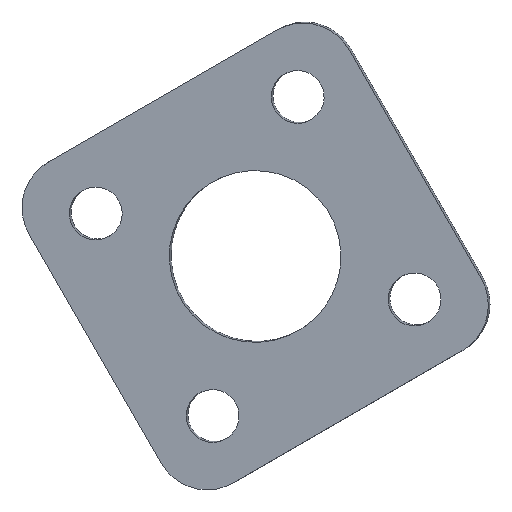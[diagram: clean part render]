
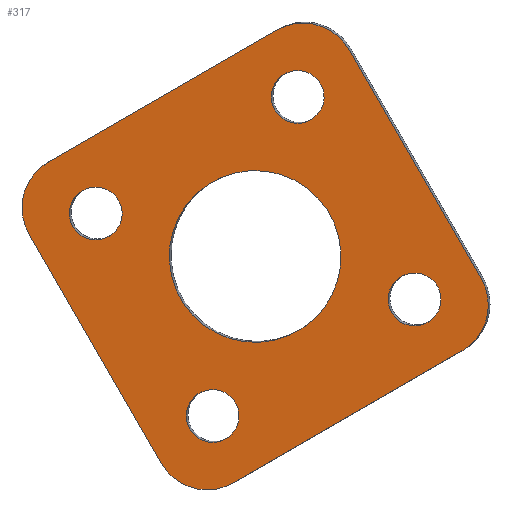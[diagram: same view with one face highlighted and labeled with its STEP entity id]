
A CAD part, front view. The second image highlights one B-rep face of the part: STEP entity #317.
In plain terms, the highlighted planar face has unit normal (-0.063, -0.997, -0.036).
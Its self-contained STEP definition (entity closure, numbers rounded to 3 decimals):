
#20=FACE_BOUND('',#66,.T.);
#21=FACE_BOUND('',#67,.T.);
#22=FACE_BOUND('',#68,.T.);
#23=FACE_BOUND('',#69,.T.);
#24=FACE_BOUND('',#70,.T.);
#30=PLANE('',#374);
#45=FACE_OUTER_BOUND('',#65,.T.);
#65=EDGE_LOOP('',(#277,#278,#279,#280,#281,#282,#283,#284));
#66=EDGE_LOOP('',(#285));
#67=EDGE_LOOP('',(#286,#287));
#68=EDGE_LOOP('',(#288,#289));
#69=EDGE_LOOP('',(#290,#291));
#70=EDGE_LOOP('',(#292,#293));
#79=LINE('',#519,#100);
#85=LINE('',#541,#106);
#88=LINE('',#549,#109);
#90=LINE('',#555,#111);
#100=VECTOR('',#425,10.);
#106=VECTOR('',#447,10.);
#109=VECTOR('',#456,10.);
#111=VECTOR('',#464,10.);
#113=CIRCLE('',#339,2.);
#114=CIRCLE('',#340,2.);
#116=CIRCLE('',#343,2.);
#117=CIRCLE('',#344,2.);
#119=CIRCLE('',#347,2.);
#120=CIRCLE('',#348,2.);
#122=CIRCLE('',#351,2.);
#123=CIRCLE('',#352,2.);
#125=CIRCLE('',#355,4.);
#131=CIRCLE('',#364,4.);
#132=CIRCLE('',#367,4.);
#133=CIRCLE('',#370,4.);
#134=CIRCLE('',#373,6.5);
#135=VERTEX_POINT('',#474);
#136=VERTEX_POINT('',#475);
#138=VERTEX_POINT('',#482);
#139=VERTEX_POINT('',#483);
#141=VERTEX_POINT('',#490);
#142=VERTEX_POINT('',#491);
#144=VERTEX_POINT('',#498);
#145=VERTEX_POINT('',#499);
#147=VERTEX_POINT('',#506);
#148=VERTEX_POINT('',#507);
#152=VERTEX_POINT('',#517);
#159=VERTEX_POINT('',#535);
#160=VERTEX_POINT('',#539);
#161=VERTEX_POINT('',#543);
#162=VERTEX_POINT('',#547);
#163=VERTEX_POINT('',#551);
#164=VERTEX_POINT('',#557);
#165=EDGE_CURVE('',#135,#136,#113,.T.);
#166=EDGE_CURVE('',#136,#135,#114,.T.);
#169=EDGE_CURVE('',#138,#139,#116,.T.);
#170=EDGE_CURVE('',#139,#138,#117,.T.);
#173=EDGE_CURVE('',#141,#142,#119,.T.);
#174=EDGE_CURVE('',#142,#141,#120,.T.);
#177=EDGE_CURVE('',#144,#145,#122,.T.);
#178=EDGE_CURVE('',#145,#144,#123,.T.);
#181=EDGE_CURVE('',#147,#148,#125,.T.);
#187=EDGE_CURVE('',#147,#152,#79,.T.);
#196=EDGE_CURVE('',#159,#152,#131,.T.);
#198=EDGE_CURVE('',#159,#160,#85,.T.);
#199=EDGE_CURVE('',#161,#160,#132,.T.);
#202=EDGE_CURVE('',#161,#162,#88,.T.);
#203=EDGE_CURVE('',#163,#162,#133,.T.);
#205=EDGE_CURVE('',#163,#148,#90,.T.);
#206=EDGE_CURVE('',#164,#164,#134,.T.);
#277=ORIENTED_EDGE('',*,*,#181,.F.);
#278=ORIENTED_EDGE('',*,*,#187,.T.);
#279=ORIENTED_EDGE('',*,*,#196,.F.);
#280=ORIENTED_EDGE('',*,*,#198,.T.);
#281=ORIENTED_EDGE('',*,*,#199,.F.);
#282=ORIENTED_EDGE('',*,*,#202,.T.);
#283=ORIENTED_EDGE('',*,*,#203,.F.);
#284=ORIENTED_EDGE('',*,*,#205,.T.);
#285=ORIENTED_EDGE('',*,*,#206,.T.);
#286=ORIENTED_EDGE('',*,*,#173,.T.);
#287=ORIENTED_EDGE('',*,*,#174,.T.);
#288=ORIENTED_EDGE('',*,*,#169,.T.);
#289=ORIENTED_EDGE('',*,*,#170,.T.);
#290=ORIENTED_EDGE('',*,*,#165,.T.);
#291=ORIENTED_EDGE('',*,*,#166,.T.);
#292=ORIENTED_EDGE('',*,*,#177,.T.);
#293=ORIENTED_EDGE('',*,*,#178,.T.);
#317=ADVANCED_FACE('',(#45,#20,#21,#22,#23,#24),#30,.F.);
#339=AXIS2_PLACEMENT_3D('',#476,#379,#380);
#340=AXIS2_PLACEMENT_3D('',#477,#381,#382);
#343=AXIS2_PLACEMENT_3D('',#484,#388,#389);
#344=AXIS2_PLACEMENT_3D('',#485,#390,#391);
#347=AXIS2_PLACEMENT_3D('',#492,#397,#398);
#348=AXIS2_PLACEMENT_3D('',#493,#399,#400);
#351=AXIS2_PLACEMENT_3D('',#500,#406,#407);
#352=AXIS2_PLACEMENT_3D('',#501,#408,#409);
#355=AXIS2_PLACEMENT_3D('',#508,#415,#416);
#364=AXIS2_PLACEMENT_3D('',#537,#442,#443);
#367=AXIS2_PLACEMENT_3D('',#544,#450,#451);
#370=AXIS2_PLACEMENT_3D('',#552,#459,#460);
#373=AXIS2_PLACEMENT_3D('',#558,#467,#468);
#374=AXIS2_PLACEMENT_3D('',#560,#470,#471);
#379=DIRECTION('center_axis',(0.063,0.997,0.036));
#380=DIRECTION('ref_axis',(0.89,-0.04,-0.455));
#381=DIRECTION('center_axis',(0.063,0.997,0.036));
#382=DIRECTION('ref_axis',(0.89,-0.04,-0.455));
#388=DIRECTION('center_axis',(0.063,0.997,0.036));
#389=DIRECTION('ref_axis',(0.89,-0.04,-0.455));
#390=DIRECTION('center_axis',(0.063,0.997,0.036));
#391=DIRECTION('ref_axis',(0.89,-0.04,-0.455));
#397=DIRECTION('center_axis',(0.063,0.997,0.036));
#398=DIRECTION('ref_axis',(0.89,-0.04,-0.455));
#399=DIRECTION('center_axis',(0.063,0.997,0.036));
#400=DIRECTION('ref_axis',(0.89,-0.04,-0.455));
#406=DIRECTION('center_axis',(0.063,0.997,0.036));
#407=DIRECTION('ref_axis',(0.89,-0.04,-0.455));
#408=DIRECTION('center_axis',(0.063,0.997,0.036));
#409=DIRECTION('ref_axis',(0.89,-0.04,-0.455));
#415=DIRECTION('center_axis',(0.063,0.997,0.036));
#416=DIRECTION('ref_axis',(-0.964,0.052,0.26));
#425=DIRECTION('',(0.5,-0.001,-0.866));
#442=DIRECTION('center_axis',(0.063,0.997,0.036));
#443=DIRECTION('ref_axis',(-0.257,0.051,-0.965));
#447=DIRECTION('',(0.864,-0.073,0.499));
#450=DIRECTION('center_axis',(0.063,0.997,0.036));
#451=DIRECTION('ref_axis',(0.964,-0.052,-0.26));
#456=DIRECTION('',(-0.5,0.001,0.866));
#459=DIRECTION('center_axis',(0.063,0.997,0.036));
#460=DIRECTION('ref_axis',(0.257,-0.051,0.965));
#464=DIRECTION('',(-0.864,0.073,-0.499));
#467=DIRECTION('center_axis',(0.063,0.997,0.036));
#468=DIRECTION('ref_axis',(-0.89,0.04,0.455));
#470=DIRECTION('center_axis',(0.063,0.997,0.036));
#471=DIRECTION('ref_axis',(0.,-0.036,0.999));
#474=CARTESIAN_POINT('',(2.45,23.108,21.647));
#475=CARTESIAN_POINT('',(2.233,23.154,20.738));
#476=CARTESIAN_POINT('Origin',(4.229,23.028,20.738));
#477=CARTESIAN_POINT('Origin',(4.229,23.028,20.738));
#482=CARTESIAN_POINT('',(17.718,21.821,30.463));
#483=CARTESIAN_POINT('',(17.502,21.867,29.554));
#484=CARTESIAN_POINT('Origin',(19.498,21.741,29.554));
#485=CARTESIAN_POINT('Origin',(19.498,21.741,29.554));
#490=CARTESIAN_POINT('',(-6.388,23.118,36.957));
#491=CARTESIAN_POINT('',(-6.605,23.164,36.048));
#492=CARTESIAN_POINT('Origin',(-4.609,23.037,36.048));
#493=CARTESIAN_POINT('Origin',(-4.609,23.037,36.048));
#498=CARTESIAN_POINT('',(8.88,21.831,45.772));
#499=CARTESIAN_POINT('',(8.664,21.877,44.863));
#500=CARTESIAN_POINT('Origin',(10.66,21.751,44.863));
#501=CARTESIAN_POINT('Origin',(10.66,21.751,44.863));
#506=CARTESIAN_POINT('',(-9.647,23.414,34.48));
#507=CARTESIAN_POINT('',(-8.192,23.125,39.939));
#508=CARTESIAN_POINT('Origin',(-6.192,23.123,36.474));
#517=CARTESIAN_POINT('',(0.352,23.403,17.159));
#519=CARTESIAN_POINT('',(2.352,23.4,13.695));
#535=CARTESIAN_POINT('',(5.807,23.109,15.689));
#537=CARTESIAN_POINT('Origin',(3.807,23.111,19.153));
#539=CARTESIAN_POINT('',(23.081,21.653,25.663));
#541=CARTESIAN_POINT('',(26.536,21.362,27.657));
#543=CARTESIAN_POINT('',(24.536,21.364,31.122));
#544=CARTESIAN_POINT('Origin',(21.082,21.656,29.127));
#547=CARTESIAN_POINT('',(14.537,21.375,48.443));
#549=CARTESIAN_POINT('',(12.537,21.378,51.907));
#551=CARTESIAN_POINT('',(9.082,21.669,49.912));
#552=CARTESIAN_POINT('Origin',(11.082,21.667,46.448));
#555=CARTESIAN_POINT('',(-11.647,23.416,37.944));
#557=CARTESIAN_POINT('',(13.228,22.128,29.846));
#558=CARTESIAN_POINT('Origin',(7.445,22.389,32.801));
#560=CARTESIAN_POINT('Origin',(7.445,22.389,32.801));
